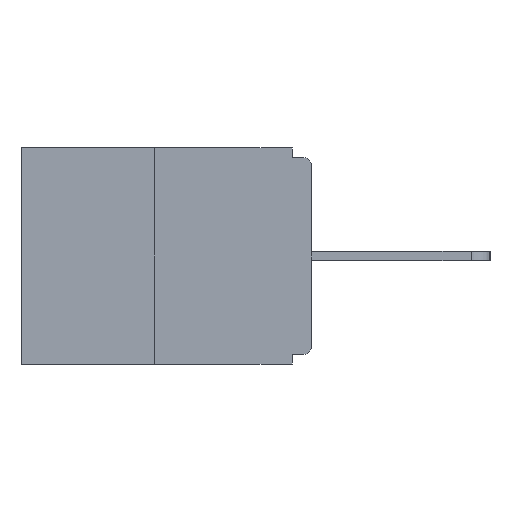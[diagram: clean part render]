
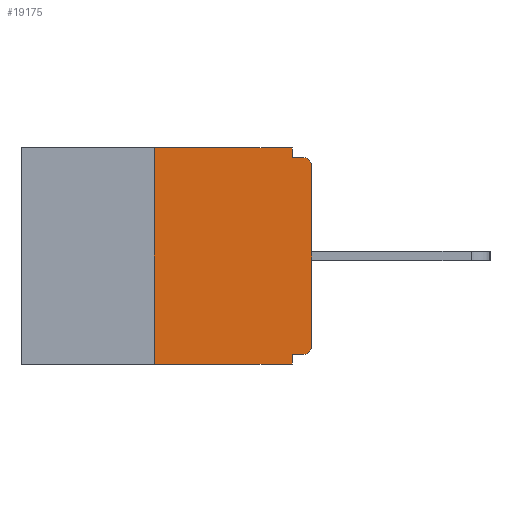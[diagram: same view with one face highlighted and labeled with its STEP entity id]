
A CAD part, left-side view. The second image highlights one B-rep face of the part: STEP entity #19175.
In plain terms, the highlighted planar face has unit normal (-1, 0, 0).
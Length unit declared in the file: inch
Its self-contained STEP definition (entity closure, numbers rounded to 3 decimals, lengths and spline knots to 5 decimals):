
#257 = CARTESIAN_POINT ( 'NONE',  ( 0., 0.031, 0. ) ) ;
#505 = LINE ( 'NONE', #257, #17248 ) ;
#638 = DIRECTION ( 'NONE',  ( 0., 0., -1. ) ) ;
#1120 = ORIENTED_EDGE ( 'NONE', *, *, #1568, .F. ) ;
#1163 = VECTOR ( 'NONE', #25296, 39.37008 ) ;
#1291 = CARTESIAN_POINT ( 'NONE',  ( 0., 0.015, -0.328 ) ) ;
#1568 = EDGE_CURVE ( 'NONE', #6570, #9932, #9636, .T. ) ;
#2000 = LINE ( 'NONE', #4452, #11705 ) ;
#2020 = ORIENTED_EDGE ( 'NONE', *, *, #7262, .T. ) ;
#2297 = DIRECTION ( 'NONE',  ( 0., 0., 1. ) ) ;
#2566 = CARTESIAN_POINT ( 'NONE',  ( 0., 0., -0.03 ) ) ;
#2990 = VERTEX_POINT ( 'NONE', #12353 ) ;
#3224 = CARTESIAN_POINT ( 'NONE',  ( 0., 0.031, -0.343 ) ) ;
#3256 = CARTESIAN_POINT ( 'NONE',  ( 0., 0.46, 0. ) ) ;
#3314 = EDGE_CURVE ( 'NONE', #22276, #2990, #16204, .T. ) ;
#4161 = LINE ( 'NONE', #21841, #17523 ) ;
#4168 = VECTOR ( 'NONE', #7674, 39.37008 ) ;
#4452 = CARTESIAN_POINT ( 'NONE',  ( 0., 0.46, 0. ) ) ;
#4828 = VECTOR ( 'NONE', #2297, 39.37008 ) ;
#5079 = FACE_OUTER_BOUND ( 'NONE', #18845, .T. ) ;
#6211 = CARTESIAN_POINT ( 'NONE',  ( 0., 0.25, 0. ) ) ;
#6570 = VERTEX_POINT ( 'NONE', #1291 ) ;
#7262 = EDGE_CURVE ( 'NONE', #22046, #20689, #16418, .T. ) ;
#7674 = DIRECTION ( 'NONE',  ( 0., 1., 0. ) ) ;
#7761 = LINE ( 'NONE', #19177, #1163 ) ;
#8077 = ORIENTED_EDGE ( 'NONE', *, *, #16432, .F. ) ;
#8302 = EDGE_CURVE ( 'NONE', #22276, #17140, #7761, .T. ) ;
#8447 = CARTESIAN_POINT ( 'NONE',  ( 0., 0.015, -0.015 ) ) ;
#8711 = ORIENTED_EDGE ( 'NONE', *, *, #3314, .F. ) ;
#8976 = EDGE_CURVE ( 'NONE', #6570, #22198, #21887, .T. ) ;
#9441 = AXIS2_PLACEMENT_3D ( 'NONE', #3256, #21314, #13147 ) ;
#9491 = AXIS2_PLACEMENT_3D ( 'NONE', #13138, #21041, #11198 ) ;
#9539 = CARTESIAN_POINT ( 'NONE',  ( 0., 0.031, 0. ) ) ;
#9598 = CARTESIAN_POINT ( 'NONE',  ( 0., 0.25, -0.343 ) ) ;
#9636 = LINE ( 'NONE', #21046, #4168 ) ;
#9932 = VERTEX_POINT ( 'NONE', #17816 ) ;
#11021 = VERTEX_POINT ( 'NONE', #19281 ) ;
#11040 = CARTESIAN_POINT ( 'NONE',  ( 0., 0., -0.313 ) ) ;
#11198 = DIRECTION ( 'NONE',  ( 0., 0., -1. ) ) ;
#11690 = LINE ( 'NONE', #23618, #11887 ) ;
#11705 = VECTOR ( 'NONE', #18099, 39.37008 ) ;
#11887 = VECTOR ( 'NONE', #19580, 39.37008 ) ;
#12353 = CARTESIAN_POINT ( 'NONE',  ( 0., 0.25, 0. ) ) ;
#12982 = EDGE_CURVE ( 'NONE', #22198, #22046, #4161, .T. ) ;
#13138 = CARTESIAN_POINT ( 'NONE',  ( 0., 0.015, -0.313 ) ) ;
#13147 = DIRECTION ( 'NONE',  ( 0., 0., -1. ) ) ;
#13178 = VECTOR ( 'NONE', #17265, 39.37008 ) ;
#13452 = VERTEX_POINT ( 'NONE', #9539 ) ;
#13761 = ORIENTED_EDGE ( 'NONE', *, *, #19585, .F. ) ;
#15190 = AXIS2_PLACEMENT_3D ( 'NONE', #16413, #22632, #16670 ) ;
#15475 = ORIENTED_EDGE ( 'NONE', *, *, #22822, .F. ) ;
#16204 = LINE ( 'NONE', #6211, #4828 ) ;
#16413 = CARTESIAN_POINT ( 'NONE',  ( 0., 0.015, -0.03 ) ) ;
#16418 = CIRCLE ( 'NONE', #15190, 0.015 ) ;
#16432 = EDGE_CURVE ( 'NONE', #13452, #11021, #505, .T. ) ;
#16670 = DIRECTION ( 'NONE',  ( 0., 0., -1. ) ) ;
#16809 = EDGE_CURVE ( 'NONE', #11021, #20689, #11690, .T. ) ;
#17140 = VERTEX_POINT ( 'NONE', #17615 ) ;
#17248 = VECTOR ( 'NONE', #638, 39.37008 ) ;
#17265 = DIRECTION ( 'NONE',  ( 0., 0., -1. ) ) ;
#17297 = PLANE ( 'NONE',  #9441 ) ;
#17523 = VECTOR ( 'NONE', #18202, 39.37008 ) ;
#17615 = CARTESIAN_POINT ( 'NONE',  ( 0., 0.031, -0.343 ) ) ;
#17816 = CARTESIAN_POINT ( 'NONE',  ( 0., 0.031, -0.328 ) ) ;
#18099 = DIRECTION ( 'NONE',  ( 0., -1., 0. ) ) ;
#18202 = DIRECTION ( 'NONE',  ( 0., 0., 1. ) ) ;
#18218 = ORIENTED_EDGE ( 'NONE', *, *, #8302, .T. ) ;
#18267 = ORIENTED_EDGE ( 'NONE', *, *, #8976, .T. ) ;
#18675 = LINE ( 'NONE', #3224, #13178 ) ;
#18845 = EDGE_LOOP ( 'NONE', ( #15475, #8711, #18218, #13761, #1120, #18267, #20866, #2020, #22535, #8077 ) ) ;
#19175 = ADVANCED_FACE ( 'NONE', ( #5079 ), #17297, .F. ) ;
#19177 = CARTESIAN_POINT ( 'NONE',  ( 0., 0.46, -0.343 ) ) ;
#19281 = CARTESIAN_POINT ( 'NONE',  ( 0., 0.031, -0.015 ) ) ;
#19580 = DIRECTION ( 'NONE',  ( 0., -1., 0. ) ) ;
#19585 = EDGE_CURVE ( 'NONE', #9932, #17140, #18675, .T. ) ;
#20689 = VERTEX_POINT ( 'NONE', #8447 ) ;
#20866 = ORIENTED_EDGE ( 'NONE', *, *, #12982, .T. ) ;
#21041 = DIRECTION ( 'NONE',  ( -1., 0., 0. ) ) ;
#21046 = CARTESIAN_POINT ( 'NONE',  ( 0., 0., -0.328 ) ) ;
#21314 = DIRECTION ( 'NONE',  ( 1., 0., 0. ) ) ;
#21841 = CARTESIAN_POINT ( 'NONE',  ( 0., 0., 0. ) ) ;
#21887 = CIRCLE ( 'NONE', #9491, 0.015 ) ;
#22046 = VERTEX_POINT ( 'NONE', #2566 ) ;
#22198 = VERTEX_POINT ( 'NONE', #11040 ) ;
#22276 = VERTEX_POINT ( 'NONE', #9598 ) ;
#22535 = ORIENTED_EDGE ( 'NONE', *, *, #16809, .F. ) ;
#22632 = DIRECTION ( 'NONE',  ( -1., 0., 0. ) ) ;
#22822 = EDGE_CURVE ( 'NONE', #2990, #13452, #2000, .T. ) ;
#23618 = CARTESIAN_POINT ( 'NONE',  ( 0., 0., -0.015 ) ) ;
#25296 = DIRECTION ( 'NONE',  ( 0., -1., 0. ) ) ;
